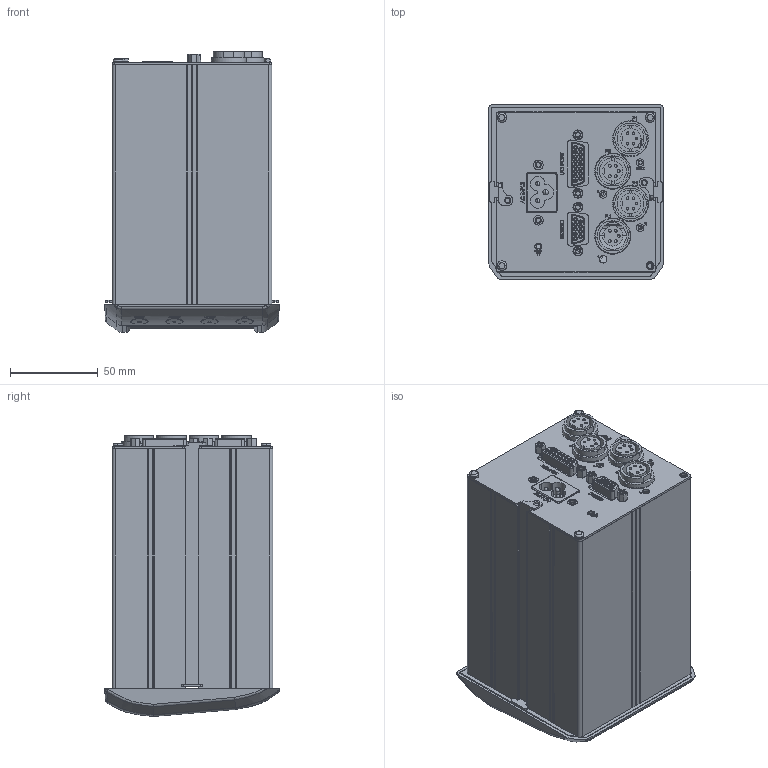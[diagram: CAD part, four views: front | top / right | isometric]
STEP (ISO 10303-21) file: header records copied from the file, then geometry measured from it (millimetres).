
FILE_DESCRIPTION (( 'STEP AP214' ), '1' );
FILE_NAME ('ML-CP.STEP', '2025-11-10T06:57:18', ( 'User' ), ( 'user' ), 'SwSTEP 2.0', 'SolidWorks 2020', '' );
FILE_SCHEMA (( 'AUTOMOTIVE_DESIGN' ));
Length unit declared in the file: millimetre
Products named in the file (1): ML-CP
Bounding box: 99.45 x 99.45 x 160 mm (x, y, z)
Surface area: 171455.8 mm2 (no closed solid volume)
Topology: 0 solids, 74 shells, 1047 faces, 4412 edges, 3392 vertices
Faces by surface type: plane 415, cylinder 332, bspline 198, torus 78, cone 18, sphere 6
Entity records: 72066 total; most frequent: CARTESIAN_POINT 26717, ORIENTED_EDGE 6322, DIRECTION 6222, EDGE_CURVE 4404, VERTEX_POINT 3388, LINE 2272, VECTOR 2272, AXIS2_PLACEMENT_3D 1975
